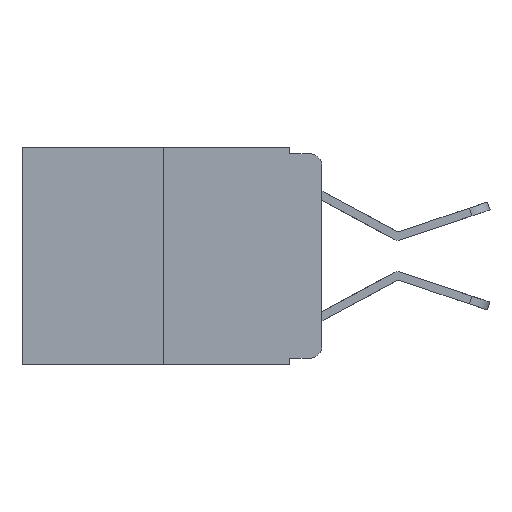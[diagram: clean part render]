
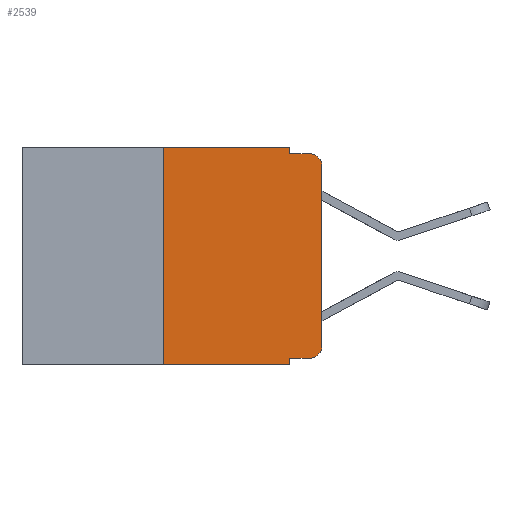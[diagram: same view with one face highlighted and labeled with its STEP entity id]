
A CAD part, left-side view. The second image highlights one B-rep face of the part: STEP entity #2539.
In plain terms, the highlighted planar face has unit normal (-1, 0, 0).
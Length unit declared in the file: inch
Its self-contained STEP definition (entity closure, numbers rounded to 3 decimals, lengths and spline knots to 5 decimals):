
#93 = AXIS2_PLACEMENT_3D ( 'NONE', #8676, #2016, #9775 ) ;
#665 = VERTEX_POINT ( 'NONE', #10130 ) ;
#690 = LINE ( 'NONE', #4210, #9310 ) ;
#851 = DIRECTION ( 'NONE',  ( 0., -1., 0. ) ) ;
#934 = ORIENTED_EDGE ( 'NONE', *, *, #1275, .T. ) ;
#1054 = VECTOR ( 'NONE', #5003, 39.37008 ) ;
#1275 = EDGE_CURVE ( 'NONE', #6859, #4017, #1444, .T. ) ;
#1444 = LINE ( 'NONE', #12081, #1054 ) ;
#1505 = ORIENTED_EDGE ( 'NONE', *, *, #14132, .T. ) ;
#1696 = VERTEX_POINT ( 'NONE', #8297 ) ;
#1880 = ORIENTED_EDGE ( 'NONE', *, *, #13471, .T. ) ;
#1989 = ORIENTED_EDGE ( 'NONE', *, *, #10747, .F. ) ;
#2016 = DIRECTION ( 'NONE',  ( -1., 0., 0. ) ) ;
#2192 = CARTESIAN_POINT ( 'NONE',  ( 0., 0.473, 0. ) ) ;
#2386 = ORIENTED_EDGE ( 'NONE', *, *, #10048, .T. ) ;
#2539 = ADVANCED_FACE ( 'NONE', ( #6553 ), #5872, .F. ) ;
#2876 = LINE ( 'NONE', #11863, #11263 ) ;
#3157 = ORIENTED_EDGE ( 'NONE', *, *, #9323, .T. ) ;
#3203 = ORIENTED_EDGE ( 'NONE', *, *, #12821, .F. ) ;
#3264 = VECTOR ( 'NONE', #13639, 39.37008 ) ;
#3270 = LINE ( 'NONE', #8434, #8818 ) ;
#3441 = ORIENTED_EDGE ( 'NONE', *, *, #12109, .F. ) ;
#3581 = VECTOR ( 'NONE', #13775, 39.37008 ) ;
#3862 = DIRECTION ( 'NONE',  ( 0., 0., -1. ) ) ;
#3863 = DIRECTION ( 'NONE',  ( 1., 0., 0. ) ) ;
#3873 = VERTEX_POINT ( 'NONE', #11436 ) ;
#3890 = VERTEX_POINT ( 'NONE', #8239 ) ;
#3964 = DIRECTION ( 'NONE',  ( 0., 0., 1. ) ) ;
#4017 = VERTEX_POINT ( 'NONE', #8475 ) ;
#4199 = VECTOR ( 'NONE', #3964, 39.37008 ) ;
#4210 = CARTESIAN_POINT ( 'NONE',  ( 0., 0.051, 0. ) ) ;
#4908 = ORIENTED_EDGE ( 'NONE', *, *, #12724, .F. ) ;
#5003 = DIRECTION ( 'NONE',  ( 0., -1., 0. ) ) ;
#5033 = VERTEX_POINT ( 'NONE', #8522 ) ;
#5799 = VERTEX_POINT ( 'NONE', #13901 ) ;
#5872 = PLANE ( 'NONE',  #9662 ) ;
#6102 = CARTESIAN_POINT ( 'NONE',  ( 0., 0.02, -0.03 ) ) ;
#6553 = FACE_OUTER_BOUND ( 'NONE', #12226, .T. ) ;
#6823 = ORIENTED_EDGE ( 'NONE', *, *, #11420, .F. ) ;
#6859 = VERTEX_POINT ( 'NONE', #13706 ) ;
#7243 = DIRECTION ( 'NONE',  ( 0., 0., -1. ) ) ;
#8059 = CARTESIAN_POINT ( 'NONE',  ( 0., 0.25, 0. ) ) ;
#8239 = CARTESIAN_POINT ( 'NONE',  ( 0., 0.02, -0.01 ) ) ;
#8297 = CARTESIAN_POINT ( 'NONE',  ( 0., 0., -0.03 ) ) ;
#8434 = CARTESIAN_POINT ( 'NONE',  ( 0., 0.25, 0. ) ) ;
#8472 = DIRECTION ( 'NONE',  ( 0., 0., 1. ) ) ;
#8475 = CARTESIAN_POINT ( 'NONE',  ( 0., 0.051, -0.343 ) ) ;
#8522 = CARTESIAN_POINT ( 'NONE',  ( 0., 0., -0.313 ) ) ;
#8676 = CARTESIAN_POINT ( 'NONE',  ( 0., 0.02, -0.313 ) ) ;
#8818 = VECTOR ( 'NONE', #8472, 39.37008 ) ;
#9310 = VECTOR ( 'NONE', #9714, 39.37008 ) ;
#9323 = EDGE_CURVE ( 'NONE', #665, #5033, #13246, .T. ) ;
#9353 = VECTOR ( 'NONE', #12593, 39.37008 ) ;
#9507 = CARTESIAN_POINT ( 'NONE',  ( 0., 0.051, 0. ) ) ;
#9662 = AXIS2_PLACEMENT_3D ( 'NONE', #2192, #3863, #3862 ) ;
#9714 = DIRECTION ( 'NONE',  ( 0., 0., -1. ) ) ;
#9775 = DIRECTION ( 'NONE',  ( 0., 0., -1. ) ) ;
#9802 = LINE ( 'NONE', #11772, #3581 ) ;
#10045 = CIRCLE ( 'NONE', #11403, 0.02 ) ;
#10048 = EDGE_CURVE ( 'NONE', #3873, #665, #12769, .T. ) ;
#10130 = CARTESIAN_POINT ( 'NONE',  ( 0., 0.02, -0.333 ) ) ;
#10529 = CARTESIAN_POINT ( 'NONE',  ( 0., 0., 0. ) ) ;
#10747 = EDGE_CURVE ( 'NONE', #3873, #4017, #11928, .T. ) ;
#10991 = VERTEX_POINT ( 'NONE', #11940 ) ;
#11189 = VERTEX_POINT ( 'NONE', #8059 ) ;
#11263 = VECTOR ( 'NONE', #851, 39.37008 ) ;
#11403 = AXIS2_PLACEMENT_3D ( 'NONE', #6102, #13490, #7243 ) ;
#11420 = EDGE_CURVE ( 'NONE', #6859, #11189, #3270, .T. ) ;
#11436 = CARTESIAN_POINT ( 'NONE',  ( 0., 0.051, -0.333 ) ) ;
#11563 = CARTESIAN_POINT ( 'NONE',  ( 0., 0.051, -0.333 ) ) ;
#11772 = CARTESIAN_POINT ( 'NONE',  ( 0., 0.473, 0. ) ) ;
#11863 = CARTESIAN_POINT ( 'NONE',  ( 0., 0.051, -0.01 ) ) ;
#11928 = LINE ( 'NONE', #9507, #3264 ) ;
#11940 = CARTESIAN_POINT ( 'NONE',  ( 0., 0.051, -0.01 ) ) ;
#12081 = CARTESIAN_POINT ( 'NONE',  ( 0., 0.473, -0.343 ) ) ;
#12109 = EDGE_CURVE ( 'NONE', #5799, #10991, #690, .T. ) ;
#12226 = EDGE_LOOP ( 'NONE', ( #1505, #1880, #3203, #3441, #4908, #6823, #934, #1989, #2386, #3157 ) ) ;
#12461 = LINE ( 'NONE', #10529, #4199 ) ;
#12593 = DIRECTION ( 'NONE',  ( 0., -1., 0. ) ) ;
#12724 = EDGE_CURVE ( 'NONE', #11189, #5799, #9802, .T. ) ;
#12769 = LINE ( 'NONE', #11563, #9353 ) ;
#12821 = EDGE_CURVE ( 'NONE', #10991, #3890, #2876, .T. ) ;
#13246 = CIRCLE ( 'NONE', #93, 0.02 ) ;
#13471 = EDGE_CURVE ( 'NONE', #1696, #3890, #10045, .T. ) ;
#13490 = DIRECTION ( 'NONE',  ( -1., 0., 0. ) ) ;
#13639 = DIRECTION ( 'NONE',  ( 0., 0., -1. ) ) ;
#13706 = CARTESIAN_POINT ( 'NONE',  ( 0., 0.25, -0.343 ) ) ;
#13775 = DIRECTION ( 'NONE',  ( 0., -1., 0. ) ) ;
#13901 = CARTESIAN_POINT ( 'NONE',  ( 0., 0.051, 0. ) ) ;
#14132 = EDGE_CURVE ( 'NONE', #5033, #1696, #12461, .T. ) ;
